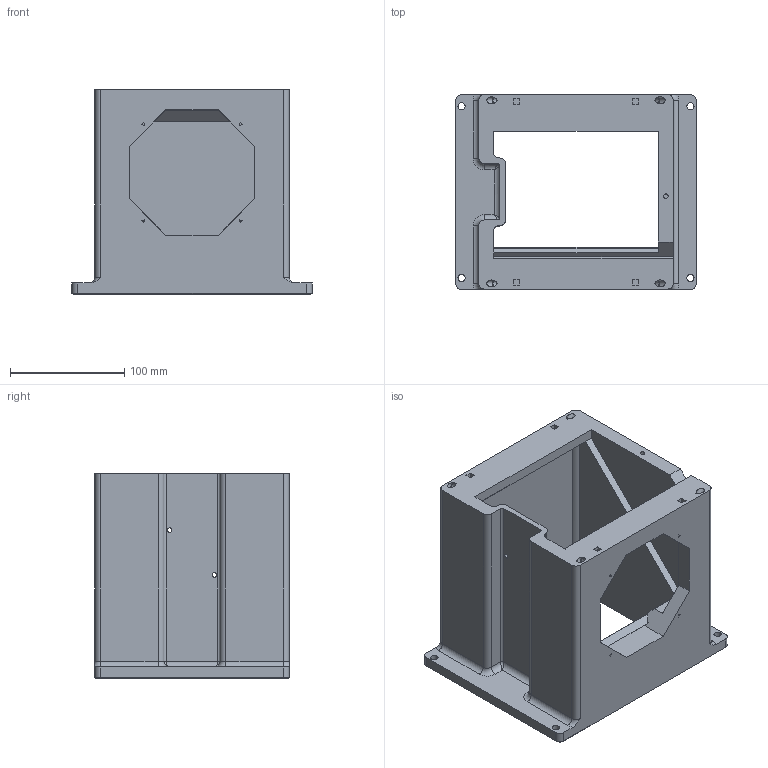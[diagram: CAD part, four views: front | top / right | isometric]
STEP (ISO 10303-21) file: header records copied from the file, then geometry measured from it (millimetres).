
FILE_DESCRIPTION(/* description */ (''),/* implementation_level */ '2;1');
FILE_NAME(/* name */ 'Mirror_box_bottom.stp',/* time_stamp */ '2024-05-01T16:20:30+10:00',/* author */ ('uqtvodoa'),/* organization */ (''),/* preprocessor_version */ 'ST-DEVELOPER v19.2',/* originating_system */ 'Autodesk Inventor 2024',/* authorisation */ '');
FILE_SCHEMA (('AUTOMOTIVE_DESIGN { 1 0 10303 214 3 1 1 }'));
Length unit declared in the file: inch
Products named in the file (1): Mirror_box_bottom
Bounding box: 210 x 170 x 179.07 mm (x, y, z)
Volume: 1483034.3 mm3; surface area: 266096.8 mm2
Topology: 1 solids, 1 shells, 164 faces, 424 edges, 274 vertices
Faces by surface type: plane 105, cylinder 47, torus 6, cone 4, bspline 2
Full cylindrical faces by diameter (mm): 4 x3, 4.5 x4, 5 x4, 6 x4, 6.3 x4
Entity records: 5301 total; most frequent: CARTESIAN_POINT 960, DIRECTION 848, ORIENTED_EDGE 844, EDGE_CURVE 422, LINE 314, VECTOR 314, VERTEX_POINT 274, AXIS2_PLACEMENT_3D 267
